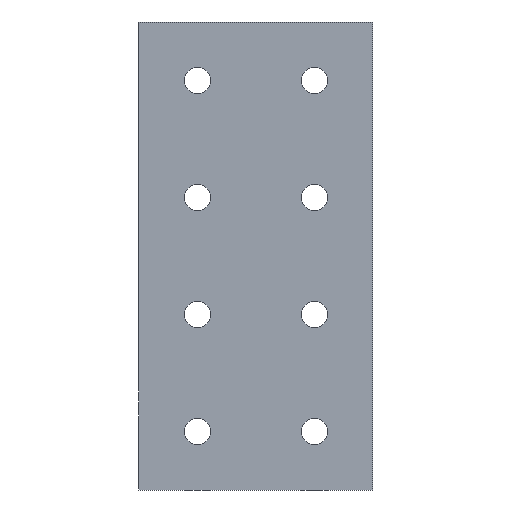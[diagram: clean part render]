
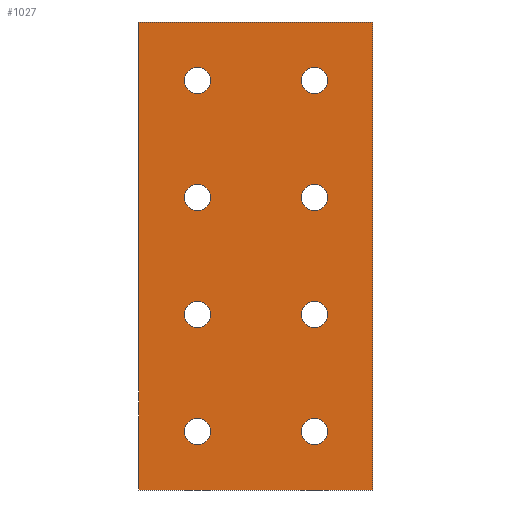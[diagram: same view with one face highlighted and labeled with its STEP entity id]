
A CAD part, front view. The second image highlights one B-rep face of the part: STEP entity #1027.
In plain terms, the highlighted planar face has unit normal (0, -1, 0).
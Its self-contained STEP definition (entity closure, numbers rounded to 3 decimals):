
#71=FACE_BOUND('',#217,.T.);
#72=FACE_BOUND('',#218,.T.);
#73=FACE_BOUND('',#219,.T.);
#74=FACE_BOUND('',#220,.T.);
#75=FACE_BOUND('',#221,.T.);
#76=FACE_BOUND('',#222,.T.);
#77=FACE_BOUND('',#223,.T.);
#78=FACE_BOUND('',#224,.T.);
#115=CIRCLE('',#1127,4.5);
#116=CIRCLE('',#1128,4.5);
#117=CIRCLE('',#1129,4.5);
#118=CIRCLE('',#1130,4.5);
#119=CIRCLE('',#1131,4.5);
#120=CIRCLE('',#1132,4.5);
#121=CIRCLE('',#1133,4.5);
#122=CIRCLE('',#1134,4.5);
#149=FACE_OUTER_BOUND('',#216,.T.);
#216=EDGE_LOOP('',(#809,#810,#811,#812));
#217=EDGE_LOOP('',(#813));
#218=EDGE_LOOP('',(#814));
#219=EDGE_LOOP('',(#815));
#220=EDGE_LOOP('',(#816));
#221=EDGE_LOOP('',(#817));
#222=EDGE_LOOP('',(#818));
#223=EDGE_LOOP('',(#819));
#224=EDGE_LOOP('',(#820));
#295=LINE('',#1602,#386);
#329=LINE('',#1680,#420);
#330=LINE('',#1682,#421);
#331=LINE('',#1683,#422);
#386=VECTOR('',#1273,1000.);
#420=VECTOR('',#1347,1000.);
#421=VECTOR('',#1348,1000.);
#422=VECTOR('',#1349,1000.);
#495=VERTEX_POINT('',#1599);
#496=VERTEX_POINT('',#1601);
#520=VERTEX_POINT('',#1679);
#521=VERTEX_POINT('',#1681);
#522=VERTEX_POINT('',#1684);
#523=VERTEX_POINT('',#1686);
#524=VERTEX_POINT('',#1688);
#525=VERTEX_POINT('',#1690);
#526=VERTEX_POINT('',#1692);
#527=VERTEX_POINT('',#1694);
#528=VERTEX_POINT('',#1696);
#529=VERTEX_POINT('',#1698);
#596=EDGE_CURVE('',#496,#495,#295,.T.);
#637=EDGE_CURVE('',#495,#520,#329,.T.);
#638=EDGE_CURVE('',#521,#520,#330,.T.);
#639=EDGE_CURVE('',#496,#521,#331,.T.);
#640=EDGE_CURVE('',#522,#522,#115,.T.);
#641=EDGE_CURVE('',#523,#523,#116,.T.);
#642=EDGE_CURVE('',#524,#524,#117,.T.);
#643=EDGE_CURVE('',#525,#525,#118,.T.);
#644=EDGE_CURVE('',#526,#526,#119,.T.);
#645=EDGE_CURVE('',#527,#527,#120,.T.);
#646=EDGE_CURVE('',#528,#528,#121,.T.);
#647=EDGE_CURVE('',#529,#529,#122,.T.);
#809=ORIENTED_EDGE('',*,*,#637,.T.);
#810=ORIENTED_EDGE('',*,*,#638,.F.);
#811=ORIENTED_EDGE('',*,*,#639,.F.);
#812=ORIENTED_EDGE('',*,*,#596,.T.);
#813=ORIENTED_EDGE('',*,*,#640,.T.);
#814=ORIENTED_EDGE('',*,*,#641,.T.);
#815=ORIENTED_EDGE('',*,*,#642,.T.);
#816=ORIENTED_EDGE('',*,*,#643,.T.);
#817=ORIENTED_EDGE('',*,*,#644,.T.);
#818=ORIENTED_EDGE('',*,*,#645,.T.);
#819=ORIENTED_EDGE('',*,*,#646,.T.);
#820=ORIENTED_EDGE('',*,*,#647,.T.);
#1002=PLANE('',#1126);
#1027=ADVANCED_FACE('',(#149,#71,#72,#73,#74,#75,#76,#77,#78),#1002,.F.);
#1126=AXIS2_PLACEMENT_3D('',#1678,#1345,#1346);
#1127=AXIS2_PLACEMENT_3D('',#1685,#1350,#1351);
#1128=AXIS2_PLACEMENT_3D('',#1687,#1352,#1353);
#1129=AXIS2_PLACEMENT_3D('',#1689,#1354,#1355);
#1130=AXIS2_PLACEMENT_3D('',#1691,#1356,#1357);
#1131=AXIS2_PLACEMENT_3D('',#1693,#1358,#1359);
#1132=AXIS2_PLACEMENT_3D('',#1695,#1360,#1361);
#1133=AXIS2_PLACEMENT_3D('',#1697,#1362,#1363);
#1134=AXIS2_PLACEMENT_3D('',#1699,#1364,#1365);
#1273=DIRECTION('',(-1.,0.,0.));
#1345=DIRECTION('center_axis',(0.,1.,0.));
#1346=DIRECTION('ref_axis',(0.,0.,1.));
#1347=DIRECTION('',(0.,0.,-1.));
#1348=DIRECTION('',(-1.,0.,0.));
#1349=DIRECTION('',(0.,0.,-1.));
#1350=DIRECTION('center_axis',(0.,1.,0.));
#1351=DIRECTION('ref_axis',(1.,0.,0.));
#1352=DIRECTION('center_axis',(0.,1.,0.));
#1353=DIRECTION('ref_axis',(1.,0.,0.));
#1354=DIRECTION('center_axis',(0.,1.,0.));
#1355=DIRECTION('ref_axis',(1.,0.,0.));
#1356=DIRECTION('center_axis',(0.,1.,0.));
#1357=DIRECTION('ref_axis',(1.,0.,0.));
#1358=DIRECTION('center_axis',(0.,1.,0.));
#1359=DIRECTION('ref_axis',(1.,0.,0.));
#1360=DIRECTION('center_axis',(0.,1.,0.));
#1361=DIRECTION('ref_axis',(1.,0.,0.));
#1362=DIRECTION('center_axis',(0.,1.,0.));
#1363=DIRECTION('ref_axis',(1.,0.,0.));
#1364=DIRECTION('center_axis',(0.,1.,0.));
#1365=DIRECTION('ref_axis',(1.,0.,0.));
#1599=CARTESIAN_POINT('',(-40.,0.,160.));
#1601=CARTESIAN_POINT('',(40.,0.,160.));
#1602=CARTESIAN_POINT('',(40.,0.,160.));
#1678=CARTESIAN_POINT('Origin',(40.,0.,160.));
#1679=CARTESIAN_POINT('',(-40.,0.,0.));
#1680=CARTESIAN_POINT('',(-40.,0.,160.));
#1681=CARTESIAN_POINT('',(40.,0.,0.));
#1682=CARTESIAN_POINT('',(40.,0.,0.));
#1683=CARTESIAN_POINT('',(40.,0.,160.));
#1684=CARTESIAN_POINT('',(-20.,0.,104.5));
#1685=CARTESIAN_POINT('Origin',(-20.,0.,100.));
#1686=CARTESIAN_POINT('',(-20.,0.,144.5));
#1687=CARTESIAN_POINT('Origin',(-20.,0.,140.));
#1688=CARTESIAN_POINT('',(20.,0.,24.5));
#1689=CARTESIAN_POINT('Origin',(20.,0.,20.));
#1690=CARTESIAN_POINT('',(20.,0.,64.5));
#1691=CARTESIAN_POINT('Origin',(20.,0.,60.));
#1692=CARTESIAN_POINT('',(20.,0.,104.5));
#1693=CARTESIAN_POINT('Origin',(20.,0.,100.));
#1694=CARTESIAN_POINT('',(20.,0.,144.5));
#1695=CARTESIAN_POINT('Origin',(20.,0.,140.));
#1696=CARTESIAN_POINT('',(-20.,0.,64.5));
#1697=CARTESIAN_POINT('Origin',(-20.,0.,60.));
#1698=CARTESIAN_POINT('',(-20.,0.,24.5));
#1699=CARTESIAN_POINT('Origin',(-20.,0.,20.));
